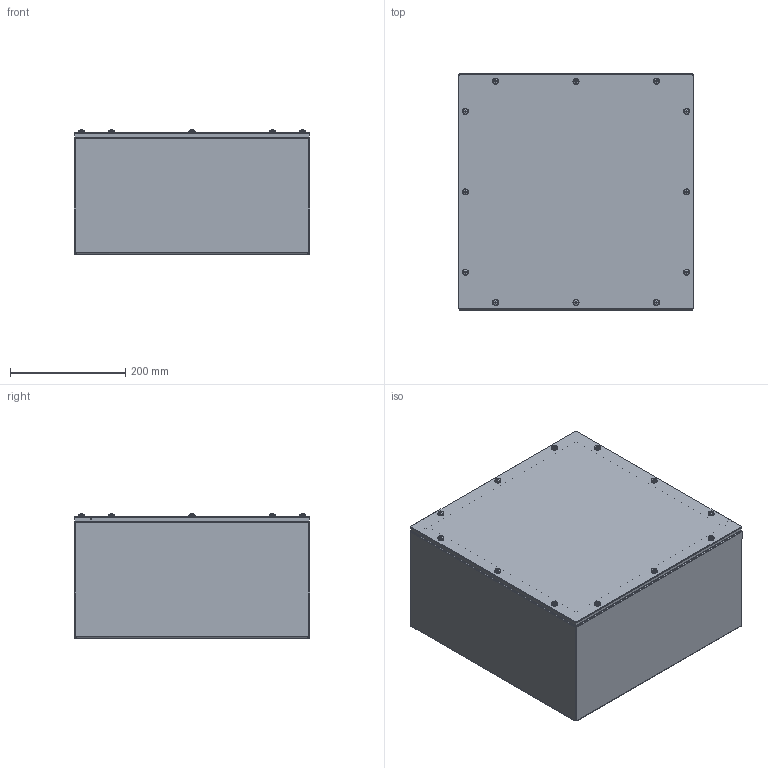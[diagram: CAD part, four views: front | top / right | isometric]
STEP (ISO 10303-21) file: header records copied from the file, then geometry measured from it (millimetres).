
FILE_DESCRIPTION(/* description */ ('WA_GSCSSA, NEMA 4X, SC, 316 S.S., 16X16X8'),/* implementation_level */ '2;1');
FILE_NAME(/* name */ 'WA161608GSCSSA.stp',/* time_stamp */ '2020-03-04T16:17:29-06:00',/* author */ ('mraetz'),/* organization */ (''),/* preprocessor_version */ 'ST-DEVELOPER v18',/* originating_system */ 'Autodesk Inventor 2020',/* authorisation */ '');
FILE_SCHEMA (('AUTOMOTIVE_DESIGN { 1 0 10303 214 3 1 1 }'));
Length unit declared in the file: inch
Products named in the file (8): WA161608GSCSSA; WA161608GSCSSABKP; WA1616GSCSSALID; HFW372236; HFW372236-WASHER; HFW372236-SCREW; 34984; HFW316361
Assembly tree (30 placements, depth 3):
  WA161608GSCSSA
    WA161608GSCSSABKP
    WA1616GSCSSALID
    HFW372236  x12
      HFW372236-WASHER
      HFW372236-SCREW
    34984  x12
    HFW316361  x2
Bounding box: 409.57 x 409.57 x 216.14 mm (x, y, z)
Volume: 1509590.8 mm3; surface area: 1485775.6 mm2
Topology: 40 solids, 40 shells, 1232 faces, 3308 edges, 2204 vertices
Faces by surface type: plane 572, cylinder 428, cone 132, bspline 40, torus 36, sphere 24
Full cylindrical faces by diameter (mm): 3.556 x12, 3.589 x108, 3.962 x12, 4.445 x12, 4.724 x96, 4.978 x12, 6.299 x12, 6.528 x12, 7.144 x12, 7.95 x12, 9.525 x12, 10.312 x12
Entity records: 9289 total; most frequent: CARTESIAN_POINT 3037, DIRECTION 1191, ORIENTED_EDGE 1182, EDGE_CURVE 591, AXIS2_PLACEMENT_3D 437, VERTEX_POINT 384, LINE 317, VECTOR 317
